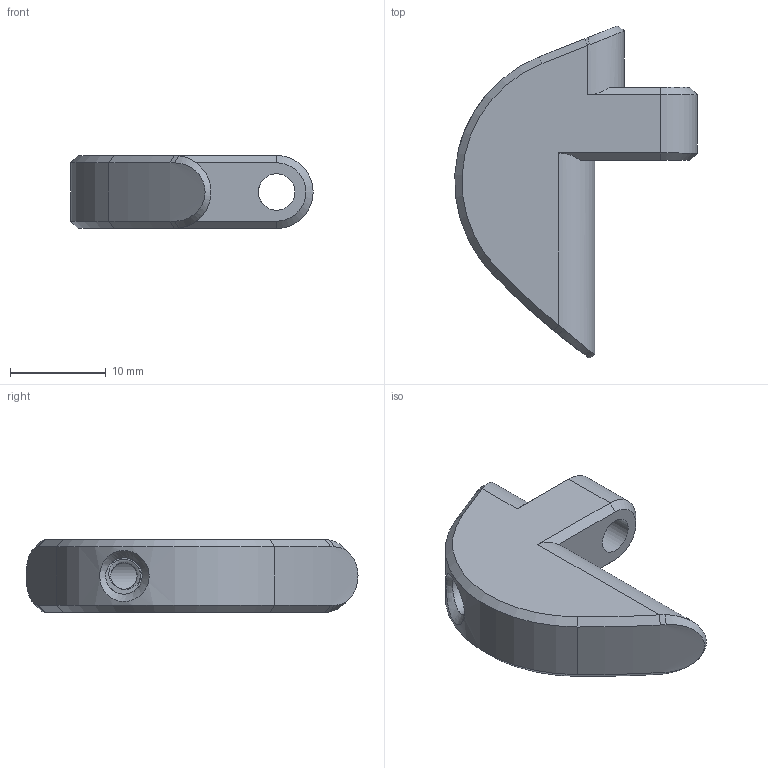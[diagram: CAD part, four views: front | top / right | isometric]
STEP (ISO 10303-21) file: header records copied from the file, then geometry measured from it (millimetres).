
FILE_DESCRIPTION(/* description */ (''),/* implementation_level */ '2;1');
FILE_NAME(/* name */ 'palm plate.step',/* time_stamp */ '2019-08-01T01:23:33-04:00',/* author */ (''),/* organization */ (''),/* preprocessor_version */ 'ST-DEVELOPER v18',/* originating_system */ 'Autodesk Translation Framework v8.2.0.1029',/* authorisation */ '');
FILE_SCHEMA (('AUTOMOTIVE_DESIGN { 1 0 10303 214 3 1 1 }'));
Length unit declared in the file: inch
Products named in the file (1): palm plate
Bounding box: 25.31 x 34.68 x 7.62 mm (x, y, z)
Volume: 2884.3 mm3; surface area: 1784.6 mm2
Topology: 1 solids, 1 shells, 68 faces, 189 edges, 123 vertices
Faces by surface type: cylinder 37, plane 14, bspline 11, cone 6
Full cylindrical faces by diameter (mm): 2.769 x12, 3.505 x12, 3.81 x2
Entity records: 4082 total; most frequent: CARTESIAN_POINT 2481, ORIENTED_EDGE 380, DIRECTION 238, EDGE_CURVE 190, VERTEX_POINT 124, B_SPLINE_CURVE_WITH_KNOTS 95, AXIS2_PLACEMENT_3D 85, EDGE_LOOP 72
